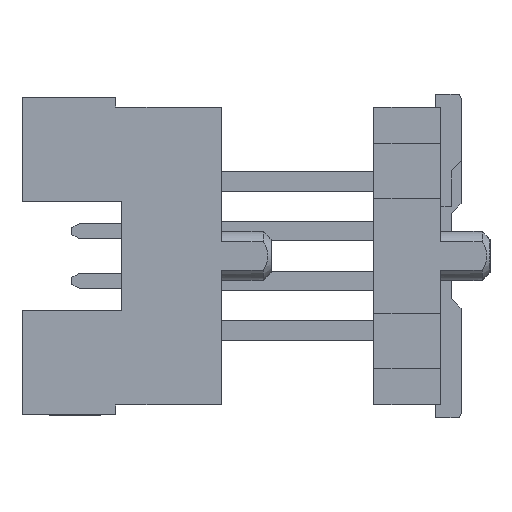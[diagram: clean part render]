
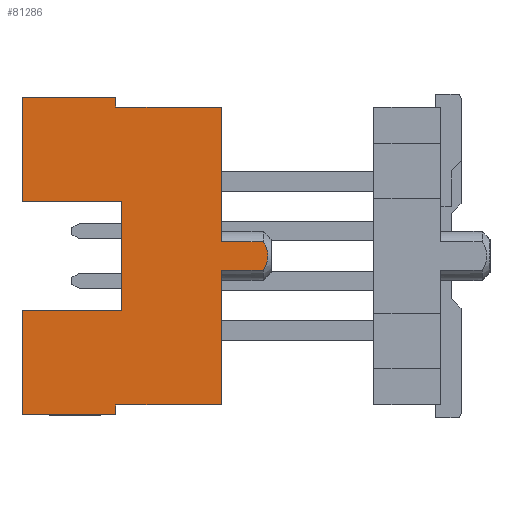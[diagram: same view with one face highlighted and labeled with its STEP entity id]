
A CAD part, left-side view. The second image highlights one B-rep face of the part: STEP entity #81286.
In plain terms, the highlighted planar face has unit normal (-1, 0, 0).
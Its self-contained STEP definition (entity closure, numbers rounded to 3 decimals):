
#359=DIRECTION('',(0.,-1.,0.));
#360=VECTOR('',#359,2.7);
#361=CARTESIAN_POINT('',(-23.495,2.7,-3.81));
#362=LINE('',#361,#360);
#476=DIRECTION('',(0.,1.,0.));
#477=VECTOR('',#476,2.7);
#478=CARTESIAN_POINT('',(-23.495,0.,3.81));
#479=LINE('',#478,#477);
#488=DIRECTION('',(0.,0.,1.));
#489=VECTOR('',#488,0.255);
#490=CARTESIAN_POINT('',(-23.495,2.7,3.81));
#491=LINE('',#490,#489);
#504=DIRECTION('',(0.,-1.,0.));
#505=VECTOR('',#504,2.4);
#506=CARTESIAN_POINT('',(-23.495,5.1,4.065));
#507=LINE('',#506,#505);
#524=DIRECTION('',(0.,0.,1.));
#525=VECTOR('',#524,3.44);
#526=CARTESIAN_POINT('',(-23.495,0.,-3.81));
#527=LINE('',#526,#525);
#528=DIRECTION('',(0.,0.,-1.));
#529=VECTOR('',#528,2.67);
#530=CARTESIAN_POINT('',(-23.495,5.1,-1.395));
#531=LINE('',#530,#529);
#532=DIRECTION('',(0.,-1.,0.));
#533=VECTOR('',#532,2.54);
#534=CARTESIAN_POINT('',(-23.495,5.1,1.395));
#535=LINE('',#534,#533);
#536=DIRECTION('',(0.,0.,-1.));
#537=VECTOR('',#536,2.67);
#538=CARTESIAN_POINT('',(-23.495,5.1,4.065));
#539=LINE('',#538,#537);
#540=DIRECTION('',(0.,0.,1.));
#541=VECTOR('',#540,3.44);
#542=CARTESIAN_POINT('',(-23.495,0.,0.37));
#543=LINE('',#542,#541);
#562=DIRECTION('',(0.,1.,0.));
#563=VECTOR('',#562,1.07);
#564=CARTESIAN_POINT('',(-23.495,-1.07,
0.37));
#565=LINE('',#564,#563);
#566=DIRECTION('',(0.,-1.,0.));
#567=VECTOR('',#566,1.07);
#568=CARTESIAN_POINT('',(-23.495,0.,-0.37));
#569=LINE('',#568,#567);
#582=CARTESIAN_POINT('',(-23.495,-1.07,
-0.37));
#583=CARTESIAN_POINT('',(-23.495,-1.096,
-0.325));
#584=CARTESIAN_POINT('',(-23.495,-1.141,
-0.238));
#585=CARTESIAN_POINT('',(-23.495,-1.182,
-0.115));
#586=CARTESIAN_POINT('',(-23.495,-1.194,
0.));
#587=CARTESIAN_POINT('',(-23.495,-1.182,
0.115));
#588=CARTESIAN_POINT('',(-23.495,-1.141,
0.238));
#589=CARTESIAN_POINT('',(-23.495,-1.096,
0.325));
#590=CARTESIAN_POINT('',(-23.495,-1.07,
0.37));
#625=DIRECTION('',(0.,0.,1.));
#626=VECTOR('',#625,0.255);
#627=CARTESIAN_POINT('',(-23.495,2.7,-4.065));
#628=LINE('',#627,#626);
#637=DIRECTION('',(0.,1.,0.));
#638=VECTOR('',#637,2.4);
#639=CARTESIAN_POINT('',(-23.495,2.7,-4.065));
#640=LINE('',#639,#638);
#937=DIRECTION('',(0.,1.,0.));
#938=VECTOR('',#937,2.54);
#939=CARTESIAN_POINT('',(-23.495,2.56,-1.395));
#940=LINE('',#939,#938);
#965=DIRECTION('',(0.,0.,-1.));
#966=VECTOR('',#965,2.79);
#967=CARTESIAN_POINT('',(-23.495,2.56,1.395));
#968=LINE('',#967,#966);
#69731=CARTESIAN_POINT('',(-23.495,0.,3.81));
#69732=VERTEX_POINT('',#69731);
#69733=CARTESIAN_POINT('',(-23.495,0.,0.37));
#69734=VERTEX_POINT('',#69733);
#69735=CARTESIAN_POINT('',(-23.495,0.,-0.37));
#69736=VERTEX_POINT('',#69735);
#69737=CARTESIAN_POINT('',(-23.495,0.,-3.81));
#69738=VERTEX_POINT('',#69737);
#70901=CARTESIAN_POINT('',(-23.495,5.1,4.065));
#70902=VERTEX_POINT('',#70901);
#70903=CARTESIAN_POINT('',(-23.495,5.1,1.395));
#70904=VERTEX_POINT('',#70903);
#70907=CARTESIAN_POINT('',(-23.495,5.1,-1.395));
#70908=VERTEX_POINT('',#70907);
#70909=CARTESIAN_POINT('',(-23.495,5.1,-4.065));
#70910=VERTEX_POINT('',#70909);
#70923=CARTESIAN_POINT('',(-23.495,2.56,1.395));
#70924=VERTEX_POINT('',#70923);
#70925=CARTESIAN_POINT('',(-23.495,-1.07,
0.37));
#70926=VERTEX_POINT('',#70925);
#70927=VERTEX_POINT('',#582);
#70928=CARTESIAN_POINT('',(-23.495,2.7,-3.81));
#70929=VERTEX_POINT('',#70928);
#70930=CARTESIAN_POINT('',(-23.495,2.7,-4.065));
#70931=VERTEX_POINT('',#70930);
#70932=CARTESIAN_POINT('',(-23.495,2.56,-1.395));
#70933=VERTEX_POINT('',#70932);
#70934=CARTESIAN_POINT('',(-23.495,2.7,4.065));
#70935=VERTEX_POINT('',#70934);
#70936=CARTESIAN_POINT('',(-23.495,2.7,3.81));
#70937=VERTEX_POINT('',#70936);
#81255=CARTESIAN_POINT('',(-23.495,1.954,0.));
#81256=DIRECTION('',(1.,0.,0.));
#81257=DIRECTION('',(0.,0.,1.));
#81258=AXIS2_PLACEMENT_3D('',#81255,#81256,#81257);
#81259=PLANE('',#81258);
#81261=ORIENTED_EDGE('',*,*,#81260,.F.);
#81263=ORIENTED_EDGE('',*,*,#81262,.F.);
#81265=ORIENTED_EDGE('',*,*,#81264,.F.);
#81266=ORIENTED_EDGE('',*,*,#79878,.F.);
#81267=ORIENTED_EDGE('',*,*,#81051,.F.);
#81269=ORIENTED_EDGE('',*,*,#81268,.F.);
#81271=ORIENTED_EDGE('',*,*,#81270,.T.);
#81273=ORIENTED_EDGE('',*,*,#81272,.F.);
#81275=ORIENTED_EDGE('',*,*,#81274,.F.);
#81277=ORIENTED_EDGE('',*,*,#81276,.F.);
#81278=ORIENTED_EDGE('',*,*,#81246,.F.);
#81279=ORIENTED_EDGE('',*,*,#81217,.F.);
#81280=ORIENTED_EDGE('',*,*,#81197,.T.);
#81281=ORIENTED_EDGE('',*,*,#81183,.F.);
#81282=ORIENTED_EDGE('',*,*,#81169,.F.);
#81283=ORIENTED_EDGE('',*,*,#79882,.F.);
#81284=EDGE_LOOP('',(#81261,#81263,#81265,#81266,#81267,#81269,#81271,#81273,
#81275,#81277,#81278,#81279,#81280,#81281,#81282,#81283));
#81285=FACE_OUTER_BOUND('',#81284,.F.);
#81286=ADVANCED_FACE('',(#81285),#81259,.F.);
#591=B_SPLINE_CURVE_WITH_KNOTS('',3,(#582,#583,#584,#585,#586,#587,#588,#589,
#590),.UNSPECIFIED.,.F.,.F.,(4,1,1,1,1,1,4),(0.,0.167,
0.333,0.5,0.667,0.833,1.),
.UNSPECIFIED.);
#79878=EDGE_CURVE('',#69738,#69736,#527,.T.);
#79882=EDGE_CURVE('',#69734,#69732,#543,.T.);
#81051=EDGE_CURVE('',#70929,#69738,#362,.T.);
#81169=EDGE_CURVE('',#69732,#70937,#479,.T.);
#81183=EDGE_CURVE('',#70937,#70935,#491,.T.);
#81197=EDGE_CURVE('',#70902,#70935,#507,.T.);
#81217=EDGE_CURVE('',#70902,#70904,#539,.T.);
#81246=EDGE_CURVE('',#70904,#70924,#535,.T.);
#81260=EDGE_CURVE('',#70926,#69734,#565,.T.);
#81262=EDGE_CURVE('',#70927,#70926,#591,.T.);
#81264=EDGE_CURVE('',#69736,#70927,#569,.T.);
#81268=EDGE_CURVE('',#70931,#70929,#628,.T.);
#81270=EDGE_CURVE('',#70931,#70910,#640,.T.);
#81272=EDGE_CURVE('',#70908,#70910,#531,.T.);
#81274=EDGE_CURVE('',#70933,#70908,#940,.T.);
#81276=EDGE_CURVE('',#70924,#70933,#968,.T.);
